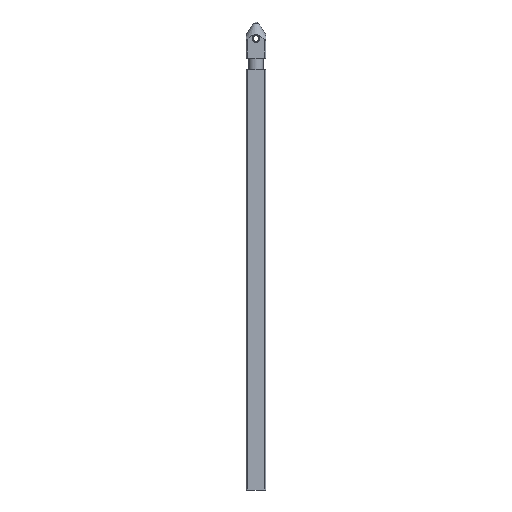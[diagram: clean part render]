
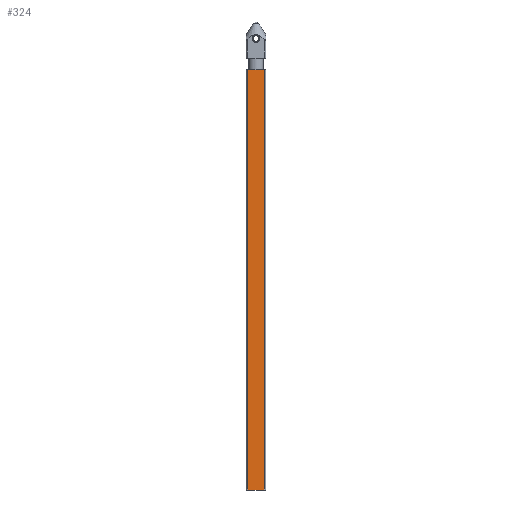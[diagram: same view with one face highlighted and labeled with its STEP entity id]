
A CAD part, front view. The second image highlights one B-rep face of the part: STEP entity #324.
In plain terms, the highlighted planar face has unit normal (0, -1, 0).
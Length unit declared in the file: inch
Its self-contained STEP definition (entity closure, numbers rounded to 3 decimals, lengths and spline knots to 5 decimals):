
#33 = CARTESIAN_POINT ( 'NONE',  ( 0.21063, -0.25, 11.69951 ) ) ;
#45 = EDGE_CURVE ( 'NONE', #686, #136, #812, .T. ) ;
#58 = ORIENTED_EDGE ( 'NONE', *, *, #767, .T. ) ;
#88 = EDGE_CURVE ( 'NONE', #1161, #686, #932, .T. ) ;
#136 = VERTEX_POINT ( 'NONE', #244 ) ;
#139 = EDGE_LOOP ( 'NONE', ( #58, #633, #1331, #999 ) ) ;
#231 = CARTESIAN_POINT ( 'NONE',  ( 0., -0.25, 10.77287 ) ) ;
#244 = CARTESIAN_POINT ( 'NONE',  ( -0.21063, -0.25, 0. ) ) ;
#324 = ADVANCED_FACE ( 'NONE', ( #1228 ), #1109, .T. ) ;
#331 = VECTOR ( 'NONE', #822, 39.37008 ) ;
#584 = DIRECTION ( 'NONE',  ( -1., 0., 0. ) ) ;
#598 = DIRECTION ( 'NONE',  ( 0., 0., -1. ) ) ;
#601 = AXIS2_PLACEMENT_3D ( 'NONE', #666, #661, #752 ) ;
#633 = ORIENTED_EDGE ( 'NONE', *, *, #45, .F. ) ;
#645 = CARTESIAN_POINT ( 'NONE',  ( -0.21063, -0.25, 10.77287 ) ) ;
#651 = VECTOR ( 'NONE', #598, 39.37008 ) ;
#657 = EDGE_CURVE ( 'NONE', #1161, #927, #892, .T. ) ;
#661 = DIRECTION ( 'NONE',  ( 0., -1., 0. ) ) ;
#666 = CARTESIAN_POINT ( 'NONE',  ( -0.25, -0.25, -3.93185 ) ) ;
#686 = VERTEX_POINT ( 'NONE', #792 ) ;
#729 = VECTOR ( 'NONE', #1006, 39.37008 ) ;
#752 = DIRECTION ( 'NONE',  ( 0., 0., -1. ) ) ;
#767 = EDGE_CURVE ( 'NONE', #927, #136, #1050, .T. ) ;
#792 = CARTESIAN_POINT ( 'NONE',  ( 0.21063, -0.25, 0. ) ) ;
#812 = LINE ( 'NONE', #1256, #931 ) ;
#822 = DIRECTION ( 'NONE',  ( 0., 0., -1. ) ) ;
#837 = CARTESIAN_POINT ( 'NONE',  ( -0.21063, -0.25, -3.93185 ) ) ;
#892 = LINE ( 'NONE', #231, #729 ) ;
#914 = CARTESIAN_POINT ( 'NONE',  ( 0.21063, -0.25, 10.77287 ) ) ;
#927 = VERTEX_POINT ( 'NONE', #645 ) ;
#931 = VECTOR ( 'NONE', #584, 39.37008 ) ;
#932 = LINE ( 'NONE', #33, #651 ) ;
#999 = ORIENTED_EDGE ( 'NONE', *, *, #657, .T. ) ;
#1006 = DIRECTION ( 'NONE',  ( -1., 0., 0. ) ) ;
#1050 = LINE ( 'NONE', #837, #331 ) ;
#1109 = PLANE ( 'NONE',  #601 ) ;
#1161 = VERTEX_POINT ( 'NONE', #914 ) ;
#1228 = FACE_OUTER_BOUND ( 'NONE', #139, .T. ) ;
#1256 = CARTESIAN_POINT ( 'NONE',  ( 0.21063, -0.25, 0. ) ) ;
#1331 = ORIENTED_EDGE ( 'NONE', *, *, #88, .F. ) ;
